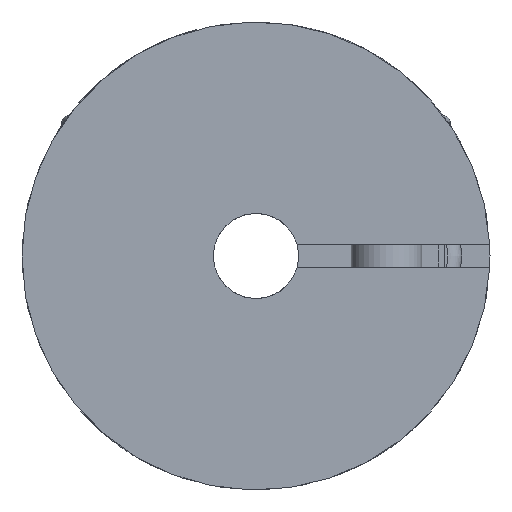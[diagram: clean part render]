
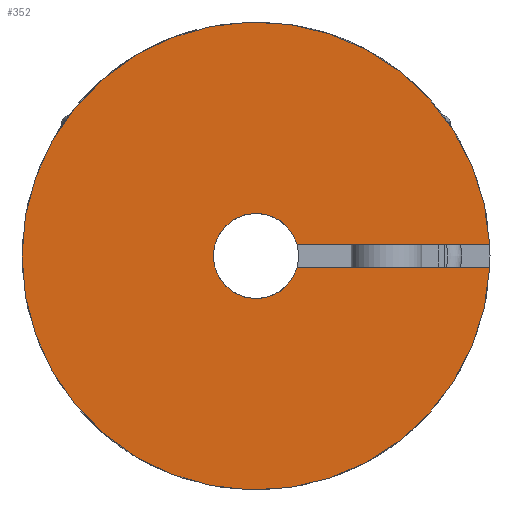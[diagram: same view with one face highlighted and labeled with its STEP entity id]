
A CAD part, left-side view. The second image highlights one B-rep face of the part: STEP entity #352.
In plain terms, the highlighted planar face has unit normal (-1, 0, 0).
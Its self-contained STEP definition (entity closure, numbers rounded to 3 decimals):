
#352 = ADVANCED_FACE( '', ( #805 ), #806, .F. );
#805 = FACE_OUTER_BOUND( '', #1326, .T. );
#806 = PLANE( '', #1327 );
#1326 = EDGE_LOOP( '', ( #2171, #2172, #2173, #2174 ) );
#1327 = AXIS2_PLACEMENT_3D( '', #2175, #2176, #2177 );
#2171 = ORIENTED_EDGE( '', *, *, #2629, .T. );
#2172 = ORIENTED_EDGE( '', *, *, #2500, .F. );
#2173 = ORIENTED_EDGE( '', *, *, #2677, .T. );
#2174 = ORIENTED_EDGE( '', *, *, #2515, .T. );
#2175 = CARTESIAN_POINT( '', ( -15.75, 0., 0. ) );
#2176 = DIRECTION( '', ( 1., 0., 0. ) );
#2177 = DIRECTION( '', ( 0., 0., 1. ) );
#2500 = EDGE_CURVE( '', #2876, #2877, #2878, .T. );
#2515 = EDGE_CURVE( '', #2903, #2901, #2904, .T. );
#2629 = EDGE_CURVE( '', #2901, #2877, #3080, .T. );
#2677 = EDGE_CURVE( '', #2876, #2903, #3147, .T. );
#2876 = VERTEX_POINT( '', #3385 );
#2877 = VERTEX_POINT( '', #3386 );
#2878 = CIRCLE( '', #3387, 1.5 );
#2901 = VERTEX_POINT( '', #3568 );
#2903 = VERTEX_POINT( '', #3571 );
#2904 = CIRCLE( '', #3572, 8.25 );
#3080 = LINE( '', #4329, #4330 );
#3147 = LINE( '', #4409, #4410 );
#3385 = CARTESIAN_POINT( '', ( -15.75, -1.446, 0.4 ) );
#3386 = CARTESIAN_POINT( '', ( -15.75, -1.446, -0.4 ) );
#3387 = AXIS2_PLACEMENT_3D( '', #4653, #4654, #4655 );
#3568 = CARTESIAN_POINT( '', ( -15.75, -8.24, -0.4 ) );
#3571 = CARTESIAN_POINT( '', ( -15.75, -8.24, 0.4 ) );
#3572 = AXIS2_PLACEMENT_3D( '', #4676, #4677, #4678 );
#4329 = CARTESIAN_POINT( '', ( -15.75, -2.468, -0.4 ) );
#4330 = VECTOR( '', #4831, 1000. );
#4409 = CARTESIAN_POINT( '', ( -15.75, -2.468, 0.4 ) );
#4410 = VECTOR( '', #4892, 1000. );
#4653 = CARTESIAN_POINT( '', ( -15.75, 0., 0. ) );
#4654 = DIRECTION( '', ( -1., 0., 0. ) );
#4655 = DIRECTION( '', ( 0., -1., 0. ) );
#4676 = CARTESIAN_POINT( '', ( -15.75, 0., 0. ) );
#4677 = DIRECTION( '', ( -1., 0., 0. ) );
#4678 = DIRECTION( '', ( 0., -1., 0. ) );
#4831 = DIRECTION( '', ( 0., 1., 0. ) );
#4892 = DIRECTION( '', ( 0., -1., 0. ) );
